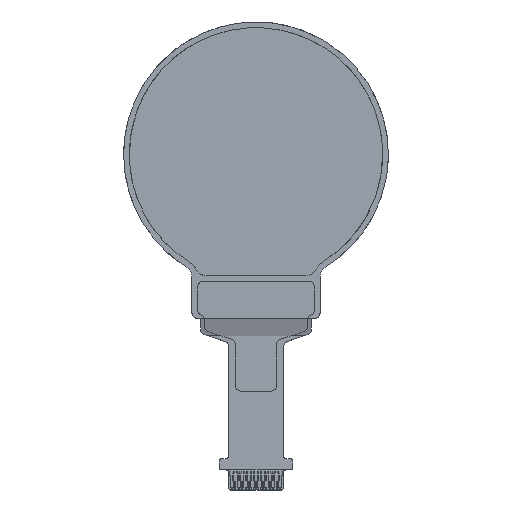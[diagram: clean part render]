
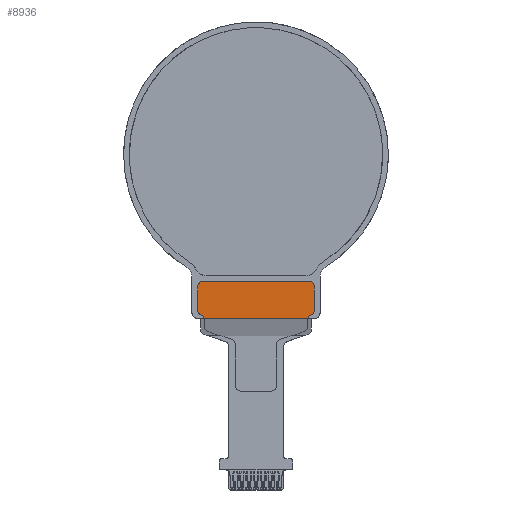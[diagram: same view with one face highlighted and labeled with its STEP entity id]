
A CAD part, top view. The second image highlights one B-rep face of the part: STEP entity #8936.
In plain terms, the highlighted free-form (B-spline) face has degree [1, 1] with [2, 2] control points.
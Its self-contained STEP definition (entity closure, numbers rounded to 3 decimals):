
#129 = CARTESIAN_POINT ( 'NONE',  ( -4.527, -4.76, 0.56 ) ) ;
#152 = VERTEX_POINT ( 'NONE', #129 ) ;
#285 = CARTESIAN_POINT ( 'NONE',  ( -4.572, -4.627, 0.56 ) ) ;
#308 = CARTESIAN_POINT ( 'NONE',  ( 4.6, -1.5, 0.56 ) ) ;
#320 = VERTEX_POINT ( 'NONE', #7612 ) ;
#431 = CARTESIAN_POINT ( 'NONE',  ( 5.304, -4.825, 0.56 ) ) ;
#488 = CARTESIAN_POINT ( 'NONE',  ( -4.6, -1.5, 0.56 ) ) ;
#505 = VERTEX_POINT ( 'NONE', #5401 ) ;
#524 = EDGE_CURVE ( 'NONE', #6318, #320, #9028, .T. ) ;
#699 = CARTESIAN_POINT ( 'NONE',  ( -5.1, -4.005, 0.56 ) ) ;
#748 = EDGE_LOOP ( 'NONE', ( #4891, #6092, #3363, #1038, #4407, #2450, #8423, #9727, #5113, #4136 ) ) ;
#807 = B_SPLINE_CURVE_WITH_KNOTS ( 'NONE', 3,
 ( #9079, #5729, #7283, #4209, #9884, #7333 ),
 .UNSPECIFIED., .F., .F.,
 ( 4, 2, 4 ),
 ( 0., 0.5, 1. ),
 .UNSPECIFIED. ) ;
#900 = B_SPLINE_CURVE_WITH_KNOTS ( 'NONE', 1,
 ( #6117, #6060 ),
 .UNSPECIFIED., .F., .F.,
 ( 2, 2 ),
 ( 0., 1. ),
 .UNSPECIFIED. ) ;
#983 = CARTESIAN_POINT ( 'NONE',  ( -4.671, -4.519, 0.56 ) ) ;
#1038 = ORIENTED_EDGE ( 'NONE', *, *, #524, .T. ) ;
#1225 = VERTEX_POINT ( 'NONE', #4673 ) ;
#1252 = CARTESIAN_POINT ( 'NONE',  ( -5.1, -4.005, 0.56 ) ) ;
#1317 = EDGE_CURVE ( 'NONE', #152, #6318, #1924, .T. ) ;
#1415 = CARTESIAN_POINT ( 'NONE',  ( -5.1, -2., 0.56 ) ) ;
#1629 = CARTESIAN_POINT ( 'NONE',  ( 4.6, -1.5, 0.56 ) ) ;
#1796 = CARTESIAN_POINT ( 'NONE',  ( -5.1, -1.867, 0.56 ) ) ;
#1891 = CARTESIAN_POINT ( 'NONE',  ( -4.527, -4.76, 0.56 ) ) ;
#1914 = CARTESIAN_POINT ( 'NONE',  ( 5.1, -1.867, 0.56 ) ) ;
#1924 = B_SPLINE_CURVE_WITH_KNOTS ( 'NONE', 1,
 ( #4109, #10485 ),
 .UNSPECIFIED., .F., .F.,
 ( 2, 2 ),
 ( 0., 1. ),
 .UNSPECIFIED. ) ;
#1998 = CARTESIAN_POINT ( 'NONE',  ( -5.1, -4.104, 0.56 ) ) ;
#2028 = CARTESIAN_POINT ( 'NONE',  ( 4.527, -4.76, 0.56 ) ) ;
#2244 = CARTESIAN_POINT ( 'NONE',  ( -4.733, -1.5, 0.56 ) ) ;
#2364 = EDGE_CURVE ( 'NONE', #8531, #152, #4368, .T. ) ;
#2422 = EDGE_CURVE ( 'NONE', #1225, #8531, #5146, .T. ) ;
#2450 = ORIENTED_EDGE ( 'NONE', *, *, #8880, .T. ) ;
#3263 = VERTEX_POINT ( 'NONE', #8903 ) ;
#3363 = ORIENTED_EDGE ( 'NONE', *, *, #1317, .T. ) ;
#3498 = CARTESIAN_POINT ( 'NONE',  ( -4.8, -4.463, 0.56 ) ) ;
#4109 = CARTESIAN_POINT ( 'NONE',  ( -4.527, -4.76, 0.56 ) ) ;
#4117 = B_SPLINE_CURVE_WITH_KNOTS ( 'NONE', 3,
 ( #8714, #2244, #5772, #6727, #1796, #5064 ),
 .UNSPECIFIED., .F., .F.,
 ( 4, 2, 4 ),
 ( 0., 0.5, 1. ),
 .UNSPECIFIED. ) ;
#4136 = ORIENTED_EDGE ( 'NONE', *, *, #9077, .T. ) ;
#4209 = CARTESIAN_POINT ( 'NONE',  ( 5.073, -4.196, 0.56 ) ) ;
#4368 = B_SPLINE_CURVE_WITH_KNOTS ( 'NONE', 3,
 ( #8313, #983, #285, #1891 ),
 .UNSPECIFIED., .F., .F.,
 ( 4, 4 ),
 ( 0., 1. ),
 .UNSPECIFIED. ) ;
#4407 = ORIENTED_EDGE ( 'NONE', *, *, #5686, .T. ) ;
#4482 = CARTESIAN_POINT ( 'NONE',  ( 4.86, -1.553, 0.56 ) ) ;
#4483 = B_SPLINE_CURVE_WITH_KNOTS ( 'NONE', 1,
 ( #5633, #699 ),
 .UNSPECIFIED., .F., .F.,
 ( 2, 2 ),
 ( 0., 1. ),
 .UNSPECIFIED. ) ;
#4673 = CARTESIAN_POINT ( 'NONE',  ( -5.1, -4.005, 0.56 ) ) ;
#4891 = ORIENTED_EDGE ( 'NONE', *, *, #2422, .T. ) ;
#5064 = CARTESIAN_POINT ( 'NONE',  ( -5.1, -2., 0.56 ) ) ;
#5113 = ORIENTED_EDGE ( 'NONE', *, *, #8348, .T. ) ;
#5146 = B_SPLINE_CURVE_WITH_KNOTS ( 'NONE', 3,
 ( #1252, #1998, #7776, #5210, #5324, #6182 ),
 .UNSPECIFIED., .F., .F.,
 ( 4, 2, 4 ),
 ( 0., 0.5, 1. ),
 .UNSPECIFIED. ) ;
#5184 = CARTESIAN_POINT ( 'NONE',  ( 4.572, -4.627, 0.56 ) ) ;
#5210 = CARTESIAN_POINT ( 'NONE',  ( -4.964, -4.362, 0.56 ) ) ;
#5296 = CARTESIAN_POINT ( 'NONE',  ( 4.671, -4.519, 0.56 ) ) ;
#5324 = CARTESIAN_POINT ( 'NONE',  ( -4.891, -4.424, 0.56 ) ) ;
#5401 = CARTESIAN_POINT ( 'NONE',  ( 5.1, -2., 0.56 ) ) ;
#5536 = VERTEX_POINT ( 'NONE', #7865 ) ;
#5545 = B_SPLINE_SURFACE_WITH_KNOTS ( 'NONE', 1, 1, ( 
 ( #8569, #7760 ),
 ( #431, #6970 ) ),
 .UNSPECIFIED., .F., .F., .F.,
 ( 2, 2 ),
 ( 2, 2 ),
 ( -5.304, 5.304 ),
 ( -4.825, -1.435 ),
 .UNSPECIFIED. ) ;
#5633 = CARTESIAN_POINT ( 'NONE',  ( -5.1, -2., 0.56 ) ) ;
#5686 = EDGE_CURVE ( 'NONE', #320, #3263, #807, .T. ) ;
#5729 = CARTESIAN_POINT ( 'NONE',  ( 4.891, -4.424, 0.56 ) ) ;
#5746 = EDGE_CURVE ( 'NONE', #505, #5536, #9605, .T. ) ;
#5772 = CARTESIAN_POINT ( 'NONE',  ( -4.86, -1.553, 0.56 ) ) ;
#5875 = CARTESIAN_POINT ( 'NONE',  ( 5.1, -2., 0.56 ) ) ;
#6060 = CARTESIAN_POINT ( 'NONE',  ( 5.1, -2., 0.56 ) ) ;
#6092 = ORIENTED_EDGE ( 'NONE', *, *, #2364, .T. ) ;
#6117 = CARTESIAN_POINT ( 'NONE',  ( 5.1, -4.005, 0.56 ) ) ;
#6182 = CARTESIAN_POINT ( 'NONE',  ( -4.8, -4.463, 0.56 ) ) ;
#6318 = VERTEX_POINT ( 'NONE', #10147 ) ;
#6543 = EDGE_CURVE ( 'NONE', #5536, #8901, #10043, .T. ) ;
#6727 = CARTESIAN_POINT ( 'NONE',  ( -5.047, -1.74, 0.56 ) ) ;
#6839 = CARTESIAN_POINT ( 'NONE',  ( 4.733, -1.5, 0.56 ) ) ;
#6970 = CARTESIAN_POINT ( 'NONE',  ( 5.304, -1.435, 0.56 ) ) ;
#7283 = CARTESIAN_POINT ( 'NONE',  ( 4.964, -4.362, 0.56 ) ) ;
#7333 = CARTESIAN_POINT ( 'NONE',  ( 5.1, -4.005, 0.56 ) ) ;
#7612 = CARTESIAN_POINT ( 'NONE',  ( 4.8, -4.463, 0.56 ) ) ;
#7760 = CARTESIAN_POINT ( 'NONE',  ( -5.304, -1.435, 0.56 ) ) ;
#7776 = CARTESIAN_POINT ( 'NONE',  ( -5.073, -4.196, 0.56 ) ) ;
#7865 = CARTESIAN_POINT ( 'NONE',  ( 4.6, -1.5, 0.56 ) ) ;
#8000 = CARTESIAN_POINT ( 'NONE',  ( -4.6, -1.5, 0.56 ) ) ;
#8313 = CARTESIAN_POINT ( 'NONE',  ( -4.8, -4.463, 0.56 ) ) ;
#8348 = EDGE_CURVE ( 'NONE', #8901, #10259, #4117, .T. ) ;
#8423 = ORIENTED_EDGE ( 'NONE', *, *, #5746, .T. ) ;
#8531 = VERTEX_POINT ( 'NONE', #3498 ) ;
#8569 = CARTESIAN_POINT ( 'NONE',  ( -5.304, -4.825, 0.56 ) ) ;
#8714 = CARTESIAN_POINT ( 'NONE',  ( -4.6, -1.5, 0.56 ) ) ;
#8880 = EDGE_CURVE ( 'NONE', #3263, #505, #900, .T. ) ;
#8901 = VERTEX_POINT ( 'NONE', #488 ) ;
#8903 = CARTESIAN_POINT ( 'NONE',  ( 5.1, -4.005, 0.56 ) ) ;
#8936 = ADVANCED_FACE ( 'NONE', ( #10335 ), #5545, .T. ) ;
#9028 = B_SPLINE_CURVE_WITH_KNOTS ( 'NONE', 3,
 ( #2028, #5184, #5296, #9448 ),
 .UNSPECIFIED., .F., .F.,
 ( 4, 4 ),
 ( 0., 1. ),
 .UNSPECIFIED. ) ;
#9077 = EDGE_CURVE ( 'NONE', #10259, #1225, #4483, .T. ) ;
#9079 = CARTESIAN_POINT ( 'NONE',  ( 4.8, -4.463, 0.56 ) ) ;
#9448 = CARTESIAN_POINT ( 'NONE',  ( 4.8, -4.463, 0.56 ) ) ;
#9605 = B_SPLINE_CURVE_WITH_KNOTS ( 'NONE', 3,
 ( #5875, #1914, #10157, #4482, #6839, #308 ),
 .UNSPECIFIED., .F., .F.,
 ( 4, 2, 4 ),
 ( 0., 0.5, 1. ),
 .UNSPECIFIED. ) ;
#9727 = ORIENTED_EDGE ( 'NONE', *, *, #6543, .T. ) ;
#9884 = CARTESIAN_POINT ( 'NONE',  ( 5.1, -4.104, 0.56 ) ) ;
#10043 = B_SPLINE_CURVE_WITH_KNOTS ( 'NONE', 1,
 ( #1629, #8000 ),
 .UNSPECIFIED., .F., .F.,
 ( 2, 2 ),
 ( 0., 1. ),
 .UNSPECIFIED. ) ;
#10147 = CARTESIAN_POINT ( 'NONE',  ( 4.527, -4.76, 0.56 ) ) ;
#10157 = CARTESIAN_POINT ( 'NONE',  ( 5.047, -1.74, 0.56 ) ) ;
#10259 = VERTEX_POINT ( 'NONE', #1415 ) ;
#10335 = FACE_OUTER_BOUND ( 'NONE', #748, .T. ) ;
#10485 = CARTESIAN_POINT ( 'NONE',  ( 4.527, -4.76, 0.56 ) ) ;
